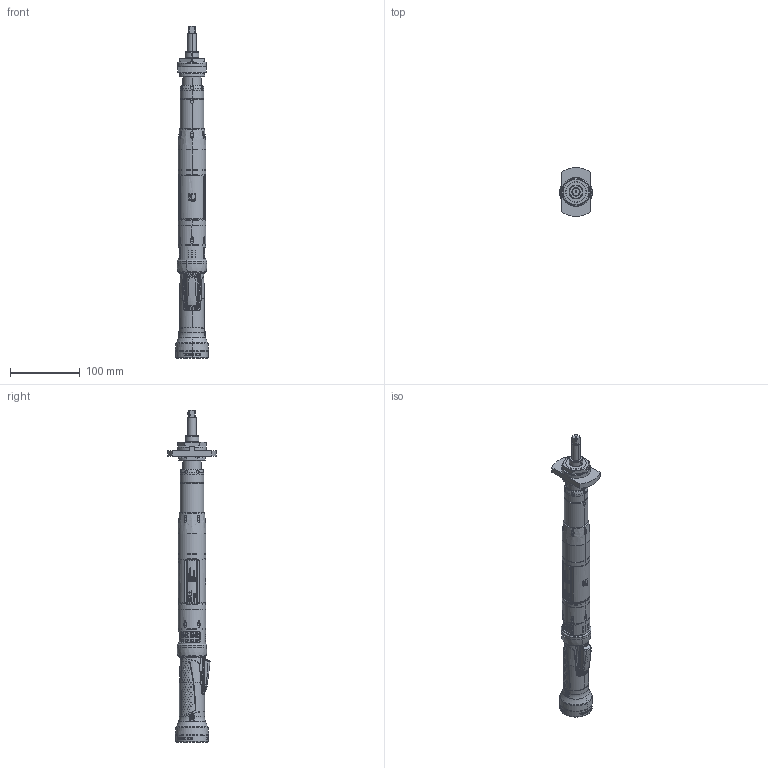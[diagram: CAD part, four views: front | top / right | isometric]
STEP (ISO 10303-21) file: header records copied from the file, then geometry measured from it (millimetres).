
FILE_DESCRIPTION((''),'2;1');
FILE_NAME('ASM0098_ASM','2024-06-12T22:49:58',('INEdipo'),(''),'CREO PARAMETRIC BY PTC INC, 2022414','CREO PARAMETRIC BY PTC INC, 2022414','');
FILE_SCHEMA(('CONFIG_CONTROL_DESIGN'));
Products named in the file (3): E1_SW0006; E2_SW0004; ASM0098_ASM
Assembly tree (2 placements, depth 2):
  ASM0098_ASM
    E1_SW0006
    E2_SW0004
Bounding box: 47.62 x 70 x 477.31 mm (x, y, z)
Volume: 487895.9 mm3; surface area: 89951.3 mm2
Topology: 3 solids, 5 shells, 4825 faces, 13122 edges, 8539 vertices
Faces by surface type: plane 1919, bspline 1139, extrusion 784, cylinder 737, cone 125, torus 74, sphere 28, revolution 19
Entity records: 242198 total; most frequent: CARTESIAN_POINT 134463, ORIENTED_EDGE 26228, DIRECTION 15421, EDGE_CURVE 13114, VERTEX_POINT 8539, B_SPLINE_CURVE_WITH_KNOTS 6961, VECTOR 5854, EDGE_LOOP 5275
